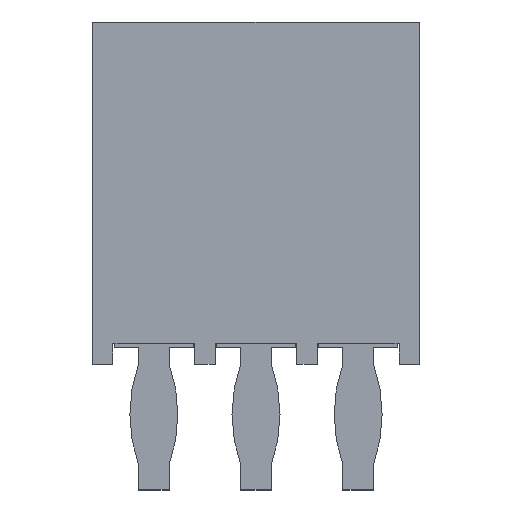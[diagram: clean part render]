
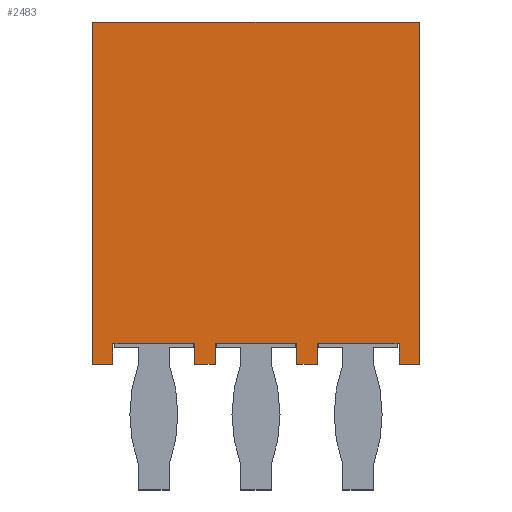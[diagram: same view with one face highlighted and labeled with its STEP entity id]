
A CAD part, top view. The second image highlights one B-rep face of the part: STEP entity #2483.
In plain terms, the highlighted planar face has unit normal (0, 0, 1).
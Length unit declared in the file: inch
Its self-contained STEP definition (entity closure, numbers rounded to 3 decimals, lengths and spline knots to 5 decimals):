
#563=ORIENTED_EDGE('',*,*,#1010,.T.);
#564=ORIENTED_EDGE('',*,*,#1011,.T.);
#565=ORIENTED_EDGE('',*,*,#1012,.T.);
#566=ORIENTED_EDGE('',*,*,#1013,.T.);
#567=ORIENTED_EDGE('',*,*,#1014,.F.);
#568=ORIENTED_EDGE('',*,*,#1008,.F.);
#569=ORIENTED_EDGE('',*,*,#1015,.T.);
#570=ORIENTED_EDGE('',*,*,#1016,.T.);
#571=ORIENTED_EDGE('',*,*,#1017,.T.);
#572=ORIENTED_EDGE('',*,*,#1018,.T.);
#573=ORIENTED_EDGE('',*,*,#1019,.T.);
#574=ORIENTED_EDGE('',*,*,#1020,.T.);
#575=ORIENTED_EDGE('',*,*,#1021,.T.);
#576=ORIENTED_EDGE('',*,*,#1022,.T.);
#577=ORIENTED_EDGE('',*,*,#1023,.T.);
#578=ORIENTED_EDGE('',*,*,#1024,.T.);
#1008=EDGE_CURVE('',#1274,#1275,#1581,.T.);
#1010=EDGE_CURVE('',#1276,#1277,#1583,.T.);
#1011=EDGE_CURVE('',#1277,#1278,#1584,.T.);
#1012=EDGE_CURVE('',#1278,#1279,#1585,.T.);
#1013=EDGE_CURVE('',#1279,#1280,#1586,.T.);
#1014=EDGE_CURVE('',#1275,#1280,#1587,.T.);
#1015=EDGE_CURVE('',#1274,#1281,#1588,.T.);
#1016=EDGE_CURVE('',#1281,#1282,#1589,.T.);
#1017=EDGE_CURVE('',#1282,#1283,#1590,.T.);
#1018=EDGE_CURVE('',#1283,#1284,#1591,.T.);
#1019=EDGE_CURVE('',#1284,#1285,#1592,.T.);
#1020=EDGE_CURVE('',#1285,#1286,#1593,.T.);
#1021=EDGE_CURVE('',#1286,#1287,#1594,.T.);
#1022=EDGE_CURVE('',#1287,#1288,#1595,.T.);
#1023=EDGE_CURVE('',#1288,#1289,#1596,.T.);
#1024=EDGE_CURVE('',#1289,#1276,#1597,.T.);
#1274=VERTEX_POINT('',#3815);
#1275=VERTEX_POINT('',#3817);
#1276=VERTEX_POINT('',#3821);
#1277=VERTEX_POINT('',#3822);
#1278=VERTEX_POINT('',#3824);
#1279=VERTEX_POINT('',#3826);
#1280=VERTEX_POINT('',#3828);
#1281=VERTEX_POINT('',#3831);
#1282=VERTEX_POINT('',#3833);
#1283=VERTEX_POINT('',#3835);
#1284=VERTEX_POINT('',#3837);
#1285=VERTEX_POINT('',#3839);
#1286=VERTEX_POINT('',#3841);
#1287=VERTEX_POINT('',#3843);
#1288=VERTEX_POINT('',#3845);
#1289=VERTEX_POINT('',#3847);
#1581=LINE('',#3816,#1920);
#1583=LINE('',#3820,#1922);
#1584=LINE('',#3823,#1923);
#1585=LINE('',#3825,#1924);
#1586=LINE('',#3827,#1925);
#1587=LINE('',#3829,#1926);
#1588=LINE('',#3830,#1927);
#1589=LINE('',#3832,#1928);
#1590=LINE('',#3834,#1929);
#1591=LINE('',#3836,#1930);
#1592=LINE('',#3838,#1931);
#1593=LINE('',#3840,#1932);
#1594=LINE('',#3842,#1933);
#1595=LINE('',#3844,#1934);
#1596=LINE('',#3846,#1935);
#1597=LINE('',#3848,#1936);
#1920=VECTOR('',#3132,39.37008);
#1922=VECTOR('',#3136,39.37008);
#1923=VECTOR('',#3137,39.37008);
#1924=VECTOR('',#3138,39.37008);
#1925=VECTOR('',#3139,39.37008);
#1926=VECTOR('',#3140,39.37008);
#1927=VECTOR('',#3141,39.37008);
#1928=VECTOR('',#3142,39.37008);
#1929=VECTOR('',#3143,39.37008);
#1930=VECTOR('',#3144,39.37008);
#1931=VECTOR('',#3145,39.37008);
#1932=VECTOR('',#3146,39.37008);
#1933=VECTOR('',#3147,39.37008);
#1934=VECTOR('',#3148,39.37008);
#1935=VECTOR('',#3149,39.37008);
#1936=VECTOR('',#3150,39.37008);
#2106=EDGE_LOOP('',(#563,#564,#565,#566,#567,#568,#569,#570,#571,#572,#573,
#574,#575,#576,#577,#578));
#2237=FACE_BOUND('',#2106,.T.);
#2360=PLANE('',#2645);
#2483=ADVANCED_FACE('',(#2237),#2360,.T.);
#2645=AXIS2_PLACEMENT_3D('',#3819,#3134,#3135);
#3132=DIRECTION('',(0.,1.,0.));
#3134=DIRECTION('',(0.,0.,1.));
#3135=DIRECTION('',(1.,0.,0.));
#3136=DIRECTION('',(1.,0.,0.));
#3137=DIRECTION('',(0.,-1.,0.));
#3138=DIRECTION('',(1.,0.,0.));
#3139=DIRECTION('',(0.,1.,0.));
#3140=DIRECTION('',(1.,0.,0.));
#3141=DIRECTION('',(1.,0.,0.));
#3142=DIRECTION('',(0.,1.,0.));
#3143=DIRECTION('',(1.,0.,0.));
#3144=DIRECTION('',(0.,-1.,0.));
#3145=DIRECTION('',(1.,0.,0.));
#3146=DIRECTION('',(0.,1.,0.));
#3147=DIRECTION('',(1.,0.,0.));
#3148=DIRECTION('',(0.,-1.,0.));
#3149=DIRECTION('',(1.,0.,0.));
#3150=DIRECTION('',(0.,1.,0.));
#3815=CARTESIAN_POINT('',(-0.16,-0.335,0.0475));
#3816=CARTESIAN_POINT('',(-0.16,-0.335,0.0475));
#3817=CARTESIAN_POINT('',(-0.16,0.,0.0475));
#3819=CARTESIAN_POINT('',(-0.16,-0.335,0.0475));
#3820=CARTESIAN_POINT('',(-0.16,-0.315,0.0475));
#3821=CARTESIAN_POINT('',(0.06,-0.315,0.0475));
#3822=CARTESIAN_POINT('',(0.14,-0.315,0.0475));
#3823=CARTESIAN_POINT('',(0.14,-0.335,0.0475));
#3824=CARTESIAN_POINT('',(0.14,-0.335,0.0475));
#3825=CARTESIAN_POINT('',(-0.16,-0.335,0.0475));
#3826=CARTESIAN_POINT('',(0.16,-0.335,0.0475));
#3827=CARTESIAN_POINT('',(0.16,-0.335,0.0475));
#3828=CARTESIAN_POINT('',(0.16,0.,0.0475));
#3829=CARTESIAN_POINT('',(-0.16,0.,0.0475));
#3830=CARTESIAN_POINT('',(-0.16,-0.335,0.0475));
#3831=CARTESIAN_POINT('',(-0.14,-0.335,0.0475));
#3832=CARTESIAN_POINT('',(-0.14,-0.335,0.0475));
#3833=CARTESIAN_POINT('',(-0.14,-0.315,0.0475));
#3834=CARTESIAN_POINT('',(-0.16,-0.315,0.0475));
#3835=CARTESIAN_POINT('',(-0.06,-0.315,0.0475));
#3836=CARTESIAN_POINT('',(-0.06,-0.335,0.0475));
#3837=CARTESIAN_POINT('',(-0.06,-0.335,0.0475));
#3838=CARTESIAN_POINT('',(-0.16,-0.335,0.0475));
#3839=CARTESIAN_POINT('',(-0.04,-0.335,0.0475));
#3840=CARTESIAN_POINT('',(-0.04,-0.335,0.0475));
#3841=CARTESIAN_POINT('',(-0.04,-0.315,0.0475));
#3842=CARTESIAN_POINT('',(-0.16,-0.315,0.0475));
#3843=CARTESIAN_POINT('',(0.04,-0.315,0.0475));
#3844=CARTESIAN_POINT('',(0.04,-0.335,0.0475));
#3845=CARTESIAN_POINT('',(0.04,-0.335,0.0475));
#3846=CARTESIAN_POINT('',(-0.16,-0.335,0.0475));
#3847=CARTESIAN_POINT('',(0.06,-0.335,0.0475));
#3848=CARTESIAN_POINT('',(0.06,-0.335,0.0475));
